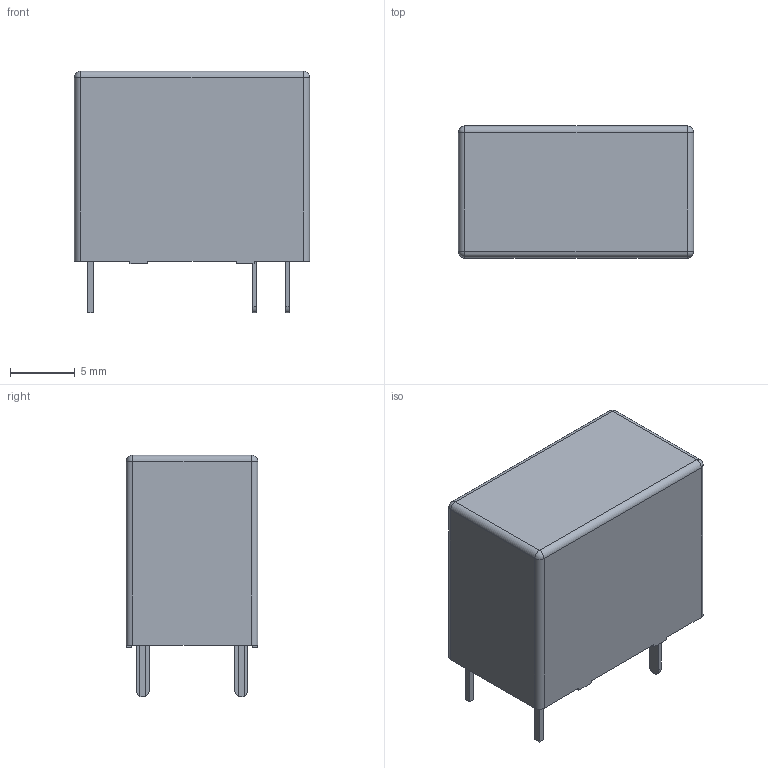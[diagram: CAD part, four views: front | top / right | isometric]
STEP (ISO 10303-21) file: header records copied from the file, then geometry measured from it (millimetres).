
FILE_DESCRIPTION (( 'STEP AP214' ), '1' );
FILE_NAME ('RELAY-TH_1461400-1.step', '2022-07-09T12:47:43', ( '' ), ( '' ), 'SwSTEP 2.0', 'SolidWorks 2020', '' );
FILE_SCHEMA (( 'AUTOMOTIVE_DESIGN' ));
Length unit declared in the file: millimetre
Products named in the file (1): RELAY-TH_1461400-1
Bounding box: 18.2 x 10.21 x 18.7 mm (x, y, z)
Volume: 2727.2 mm3; surface area: 1220.1 mm2
Topology: 1 solids, 1 shells, 339 faces, 913 edges, 602 vertices
Faces by surface type: plane 211, bspline 112, cylinder 12, sphere 4
Entity records: 14401 total; most frequent: CARTESIAN_POINT 3955, ORIENTED_EDGE 1818, DIRECTION 1161, EDGE_CURVE 909, LINE 657, VECTOR 657, VERTEX_POINT 602, EDGE_LOOP 369
